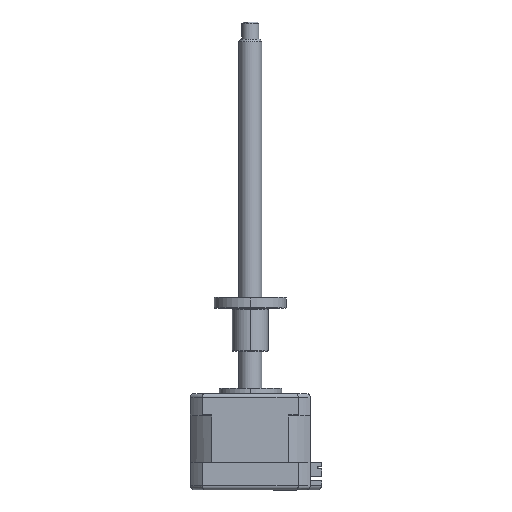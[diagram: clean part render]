
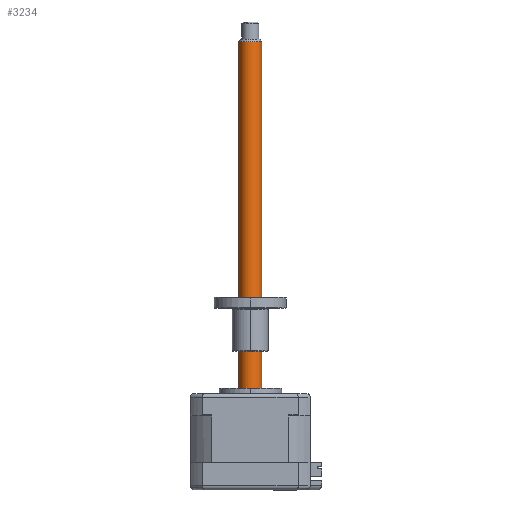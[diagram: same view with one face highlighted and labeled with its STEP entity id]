
A CAD part, top view. The second image highlights one B-rep face of the part: STEP entity #3234.
In plain terms, the highlighted cylindrical face has radius 4 mm (diameter 8 mm), a partial arc.
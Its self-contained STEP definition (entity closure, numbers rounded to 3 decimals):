
#120 = VECTOR ( 'NONE', #3392, 1000. ) ;
#669 = DIRECTION ( 'NONE',  ( 0., -1., 0. ) ) ;
#1199 = CARTESIAN_POINT ( 'NONE',  ( -17.581, 121.092, 33.35 ) ) ;
#1447 = CARTESIAN_POINT ( 'NONE',  ( -21.581, -2.908, 33.35 ) ) ;
#1539 = CARTESIAN_POINT ( 'NONE',  ( -13.581, 121.092, 33.35 ) ) ;
#1568 = ORIENTED_EDGE ( 'NONE', *, *, #2263, .F. ) ;
#2100 = DIRECTION ( 'NONE',  ( 1., 0., 0. ) ) ;
#2263 = EDGE_CURVE ( 'NONE', #7653, #4072, #2456, .T. ) ;
#2427 = CARTESIAN_POINT ( 'NONE',  ( -17.581, 122.092, 33.35 ) ) ;
#2456 = LINE ( 'NONE', #9550, #120 ) ;
#2569 = CIRCLE ( 'NONE', #3355, 4. ) ;
#2797 = EDGE_CURVE ( 'NONE', #9731, #5034, #5458, .T. ) ;
#2987 = AXIS2_PLACEMENT_3D ( 'NONE', #2427, #669, #8576 ) ;
#3234 = ADVANCED_FACE ( 'NONE', ( #10132 ), #10439, .T. ) ;
#3270 = DIRECTION ( 'NONE',  ( 0., -1., 0. ) ) ;
#3355 = AXIS2_PLACEMENT_3D ( 'NONE', #1199, #7347, #2100 ) ;
#3392 = DIRECTION ( 'NONE',  ( 0., -1., 0. ) ) ;
#4072 = VERTEX_POINT ( 'NONE', #10714 ) ;
#4191 = ORIENTED_EDGE ( 'NONE', *, *, #6872, .F. ) ;
#4463 = EDGE_LOOP ( 'NONE', ( #1568, #7394, #9924, #4191 ) ) ;
#4855 = EDGE_CURVE ( 'NONE', #7653, #9731, #2569, .T. ) ;
#5034 = VERTEX_POINT ( 'NONE', #1447 ) ;
#5211 = CARTESIAN_POINT ( 'NONE',  ( -21.581, 122.092, 33.35 ) ) ;
#5458 = LINE ( 'NONE', #5211, #7810 ) ;
#6872 = EDGE_CURVE ( 'NONE', #4072, #5034, #7436, .T. ) ;
#7347 = DIRECTION ( 'NONE',  ( 0., -1., 0. ) ) ;
#7394 = ORIENTED_EDGE ( 'NONE', *, *, #4855, .T. ) ;
#7436 = CIRCLE ( 'NONE', #8187, 4. ) ;
#7653 = VERTEX_POINT ( 'NONE', #1539 ) ;
#7810 = VECTOR ( 'NONE', #7866, 1000. ) ;
#7866 = DIRECTION ( 'NONE',  ( 0., -1., 0. ) ) ;
#8187 = AXIS2_PLACEMENT_3D ( 'NONE', #8546, #3270, #9430 ) ;
#8546 = CARTESIAN_POINT ( 'NONE',  ( -17.581, -2.908, 33.35 ) ) ;
#8576 = DIRECTION ( 'NONE',  ( -1., 0., 0. ) ) ;
#9430 = DIRECTION ( 'NONE',  ( -1., 0., 0. ) ) ;
#9550 = CARTESIAN_POINT ( 'NONE',  ( -13.581, 122.092, 33.35 ) ) ;
#9731 = VERTEX_POINT ( 'NONE', #9990 ) ;
#9924 = ORIENTED_EDGE ( 'NONE', *, *, #2797, .T. ) ;
#9990 = CARTESIAN_POINT ( 'NONE',  ( -21.581, 121.092, 33.35 ) ) ;
#10132 = FACE_OUTER_BOUND ( 'NONE', #4463, .T. ) ;
#10439 = CYLINDRICAL_SURFACE ( 'NONE', #2987, 4. ) ;
#10714 = CARTESIAN_POINT ( 'NONE',  ( -13.581, -2.908, 33.35 ) ) ;
